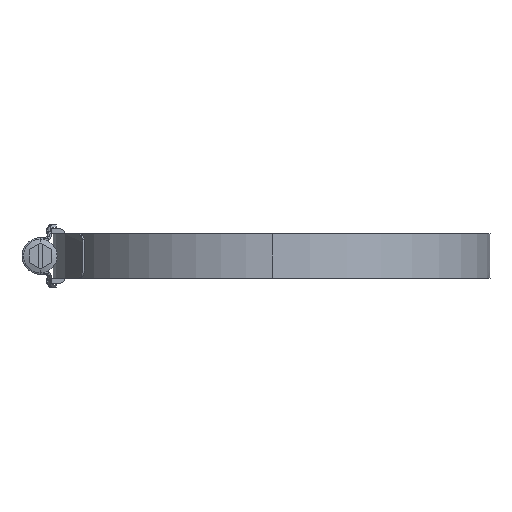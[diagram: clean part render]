
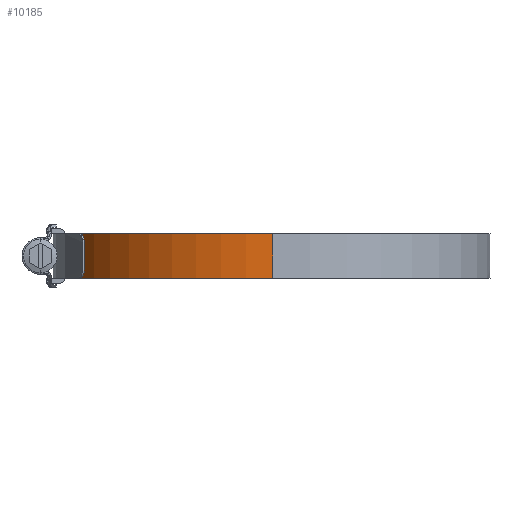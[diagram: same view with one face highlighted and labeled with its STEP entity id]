
A CAD part, left-side view. The second image highlights one B-rep face of the part: STEP entity #10185.
In plain terms, the highlighted cylindrical face has radius 78.19 mm (diameter 156.38 mm), a partial arc.
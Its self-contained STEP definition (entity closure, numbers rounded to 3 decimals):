
#225 = DIRECTION ( 'NONE',  ( 0., 0., -1. ) ) ;
#440 = EDGE_CURVE ( 'NONE', #7275, #8555, #2549, .T. ) ;
#531 = CIRCLE ( 'NONE', #8916, 78.19 ) ;
#736 = DIRECTION ( 'NONE',  ( 1., 0., 0. ) ) ;
#1353 = VERTEX_POINT ( 'NONE', #9832 ) ;
#1566 = ORIENTED_EDGE ( 'NONE', *, *, #7045, .F. ) ;
#1580 = ORIENTED_EDGE ( 'NONE', *, *, #440, .T. ) ;
#1632 = CARTESIAN_POINT ( 'NONE',  ( 0., 0., -7.95 ) ) ;
#1652 = DIRECTION ( 'NONE',  ( -1., 0., 0. ) ) ;
#1678 = VECTOR ( 'NONE', #2185, 1000. ) ;
#1709 = FACE_OUTER_BOUND ( 'NONE', #7586, .T. ) ;
#1747 = VERTEX_POINT ( 'NONE', #8891 ) ;
#2185 = DIRECTION ( 'NONE',  ( 0., 0., -1. ) ) ;
#2288 = CARTESIAN_POINT ( 'NONE',  ( -78.19, 0., 7.95 ) ) ;
#2534 = CARTESIAN_POINT ( 'NONE',  ( 0., 0., 7.95 ) ) ;
#2549 = LINE ( 'NONE', #7296, #2718 ) ;
#2718 = VECTOR ( 'NONE', #225, 1000. ) ;
#4116 = DIRECTION ( 'NONE',  ( 0., 0., -1. ) ) ;
#4242 = EDGE_CURVE ( 'NONE', #7275, #1747, #6069, .T. ) ;
#4703 = DIRECTION ( 'NONE',  ( 0., 0., 1. ) ) ;
#4756 = AXIS2_PLACEMENT_3D ( 'NONE', #2534, #4116, #1652 ) ;
#5866 = ORIENTED_EDGE ( 'NONE', *, *, #4242, .F. ) ;
#6069 = CIRCLE ( 'NONE', #6225, 78.19 ) ;
#6225 = AXIS2_PLACEMENT_3D ( 'NONE', #7957, #7072, #736 ) ;
#7045 = EDGE_CURVE ( 'NONE', #1747, #1353, #7797, .T. ) ;
#7072 = DIRECTION ( 'NONE',  ( 0., 0., 1. ) ) ;
#7148 = DIRECTION ( 'NONE',  ( 1., 0., 0. ) ) ;
#7169 = CYLINDRICAL_SURFACE ( 'NONE', #4756, 78.19 ) ;
#7275 = VERTEX_POINT ( 'NONE', #7351 ) ;
#7296 = CARTESIAN_POINT ( 'NONE',  ( 0., 78.19, 7.95 ) ) ;
#7351 = CARTESIAN_POINT ( 'NONE',  ( 0., 78.19, 7.95 ) ) ;
#7475 = ORIENTED_EDGE ( 'NONE', *, *, #7853, .T. ) ;
#7586 = EDGE_LOOP ( 'NONE', ( #1566, #5866, #1580, #7475 ) ) ;
#7797 = LINE ( 'NONE', #2288, #1678 ) ;
#7853 = EDGE_CURVE ( 'NONE', #8555, #1353, #531, .T. ) ;
#7957 = CARTESIAN_POINT ( 'NONE',  ( 0., 0., 7.95 ) ) ;
#8525 = CARTESIAN_POINT ( 'NONE',  ( 0., 78.19, -7.95 ) ) ;
#8555 = VERTEX_POINT ( 'NONE', #8525 ) ;
#8891 = CARTESIAN_POINT ( 'NONE',  ( -78.19, 0., 7.95 ) ) ;
#8916 = AXIS2_PLACEMENT_3D ( 'NONE', #1632, #4703, #7148 ) ;
#9832 = CARTESIAN_POINT ( 'NONE',  ( -78.19, 0., -7.95 ) ) ;
#10185 = ADVANCED_FACE ( 'NONE', ( #1709 ), #7169, .T. ) ;
